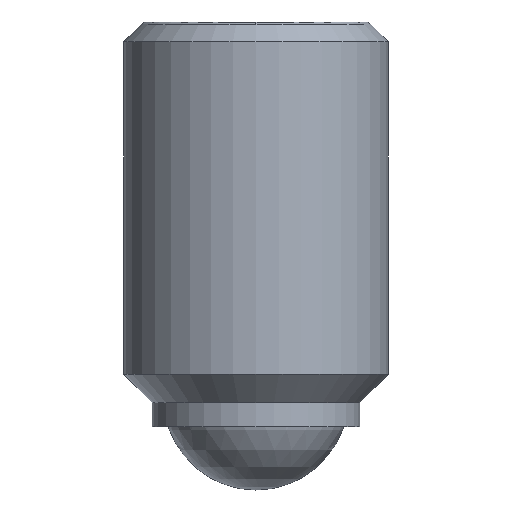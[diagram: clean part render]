
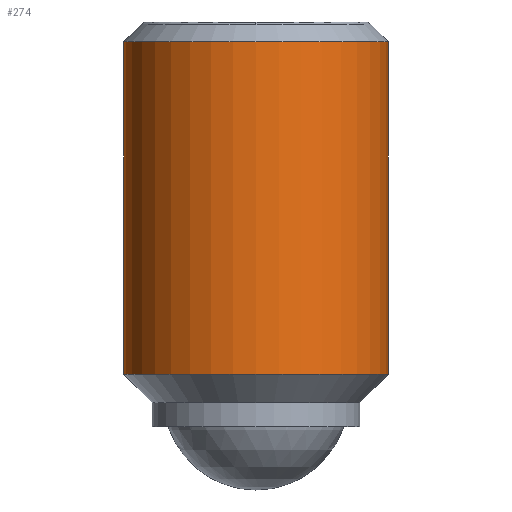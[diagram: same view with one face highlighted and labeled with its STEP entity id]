
A CAD part, front view. The second image highlights one B-rep face of the part: STEP entity #274.
In plain terms, the highlighted cylindrical face has radius 5 mm (diameter 10 mm), a partial arc.
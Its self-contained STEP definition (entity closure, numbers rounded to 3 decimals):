
#136=VERTEX_POINT('',#353);
#158=EDGE_CURVE('',#136,#192,#377,.T.);
#172=EDGE_CURVE('',#224,#192,#392,.T.);
#192=VERTEX_POINT('',#415);
#212=EDGE_CURVE('',#328,#136,#437,.T.);
#224=VERTEX_POINT('',#450);
#274=ADVANCED_FACE('',(#507),#508,.T.);
#310=EDGE_CURVE('',#224,#328,#548,.T.);
#328=VERTEX_POINT('',#568);
#353=CARTESIAN_POINT('',(5.,0.,-0.75));
#377=LINE('',#620,#621);
#392=CIRCLE('',#641,5.0);
#415=CARTESIAN_POINT('',(5.,0.,-13.325));
#437=CIRCLE('',#710,5.0);
#450=CARTESIAN_POINT('',(-5.,0.,-13.325));
#507=FACE_OUTER_BOUND('',#833,.T.);
#508=CYLINDRICAL_SURFACE('',#834,5.0);
#548=LINE('',#884,#885);
#568=CARTESIAN_POINT('',(-5.,0.,-0.75));
#620=CARTESIAN_POINT('',(5.,0.,-7.038));
#621=VECTOR('',#950,1.0);
#641=AXIS2_PLACEMENT_3D('',#964,#965,#966);
#710=AXIS2_PLACEMENT_3D('',#1023,#1024,#1025);
#833=EDGE_LOOP('',(#1103,#1104,#1105,#1106));
#834=AXIS2_PLACEMENT_3D('',#1107,#1108,#1109);
#884=CARTESIAN_POINT('',(-5.,0.,-7.038));
#885=VECTOR('',#1156,1.0);
#950=DIRECTION('',(-0.0,-0.0,-1.0));
#964=CARTESIAN_POINT('',(0.,0.,-13.325));
#965=DIRECTION('',(0.0,0.0,1.0));
#966=DIRECTION('',(-1.0,0.,0.0));
#1023=CARTESIAN_POINT('',(0.,0.,-0.75));
#1024=DIRECTION('',(0.0,0.0,1.0));
#1025=DIRECTION('',(-1.0,0.,0.0));
#1103=ORIENTED_EDGE('',*,*,#310,.F.);
#1104=ORIENTED_EDGE('',*,*,#172,.T.);
#1105=ORIENTED_EDGE('',*,*,#158,.F.);
#1106=ORIENTED_EDGE('',*,*,#212,.F.);
#1107=CARTESIAN_POINT('',(0.,0.,-7.038));
#1108=DIRECTION('',(-0.0,-0.0,-1.0));
#1109=DIRECTION('',(-1.0,0.,0.0));
#1156=DIRECTION('',(0.0,0.0,1.0));
